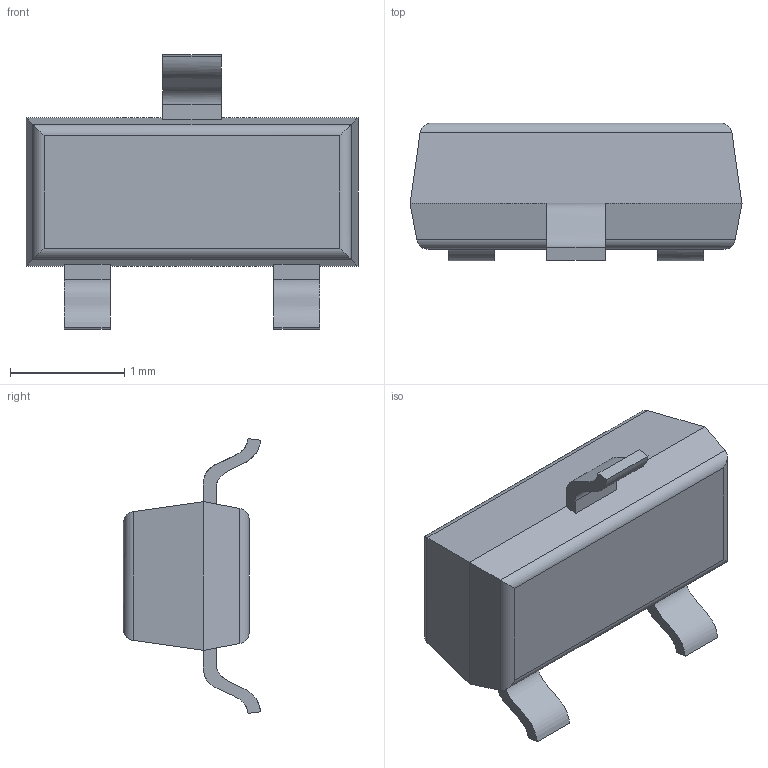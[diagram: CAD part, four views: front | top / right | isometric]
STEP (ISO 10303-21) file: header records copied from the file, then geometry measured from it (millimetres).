
FILE_DESCRIPTION(/* description */ (''),/* implementation_level */ '2;1');
FILE_NAME(/* name */ 'DMN2005K-7.step',/* time_stamp */ '2022-03-27T12:43:41-06:00',/* author */ (''),/* organization */ (''),/* preprocessor_version */ 'ST-DEVELOPER v18.1',/* originating_system */ 'Autodesk Translation Framework v10.13.0.1454',/* authorisation */ '');
FILE_SCHEMA (('AUTOMOTIVE_DESIGN { 1 0 10303 214 3 1 1 }'));
Length unit declared in the file: millimetre
Products named in the file (1): DMN2005K-7
Bounding box: 2.9 x 1.2 x 2.4 mm (x, y, z)
Volume: 3.8 mm3; surface area: 17.4 mm2
Topology: 4 solids, 4 shells, 42 faces, 90 edges, 56 vertices
Faces by surface type: plane 28, cylinder 8, bspline 6
Entity records: 1312 total; most frequent: CARTESIAN_POINT 411, ORIENTED_EDGE 180, DIRECTION 160, EDGE_CURVE 90, LINE 70, VECTOR 70, VERTEX_POINT 56, AXIS2_PLACEMENT_3D 45
